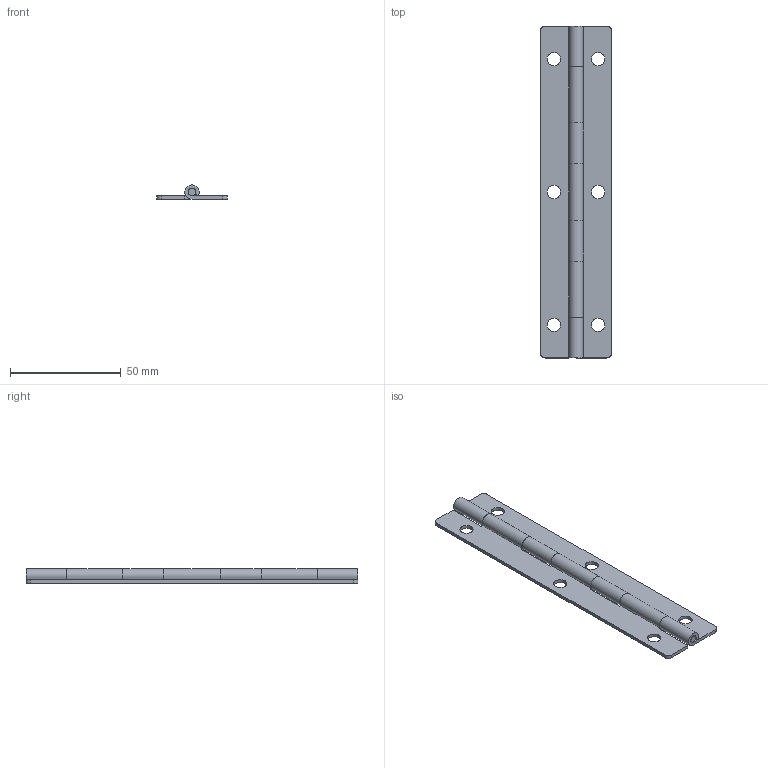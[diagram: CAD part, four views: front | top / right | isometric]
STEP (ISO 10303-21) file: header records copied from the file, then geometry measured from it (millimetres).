
FILE_DESCRIPTION(/* description */ (''),/* implementation_level */ '2;1');
FILE_NAME(/* name */ 'JL253-5',/* time_stamp */ '2024-10-05T15:42:30+08:00',/* author */ (''),/* organization */ (''),/* preprocessor_version */ 'ST-DEVELOPER v19.2',/* originating_system */ 'Rhino 8.5',/* authorisation */ '');
FILE_SCHEMA (('CONFIG_CONTROL_DESIGN'));
Length unit declared in the file: millimetre
Products named in the file (1): Document
Bounding box: 32 x 150 x 6.49 mm (x, y, z)
Volume: 10300.2 mm3; surface area: 15139.8 mm2
Topology: 3 solids, 3 shells, 70 faces, 192 edges, 128 vertices
Faces by surface type: plane 38, cylinder 32
Entity records: 2253 total; most frequent: CARTESIAN_POINT 633, ORIENTED_EDGE 384, EDGE_CURVE 192, DIRECTION 187, VERTEX_POINT 128, AXIS2_PLACEMENT_3D 121, B_SPLINE_CURVE_WITH_KNOTS 101, EDGE_LOOP 82
